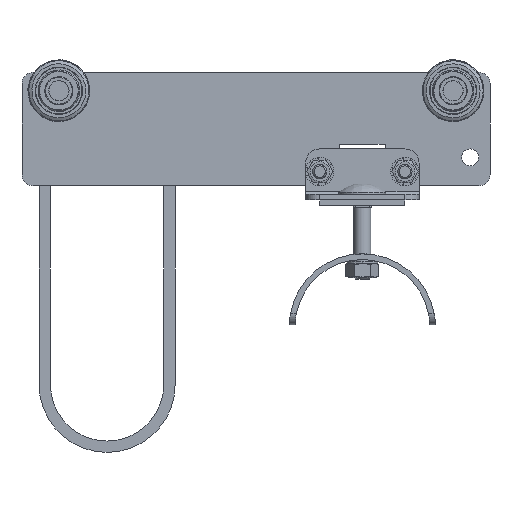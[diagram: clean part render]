
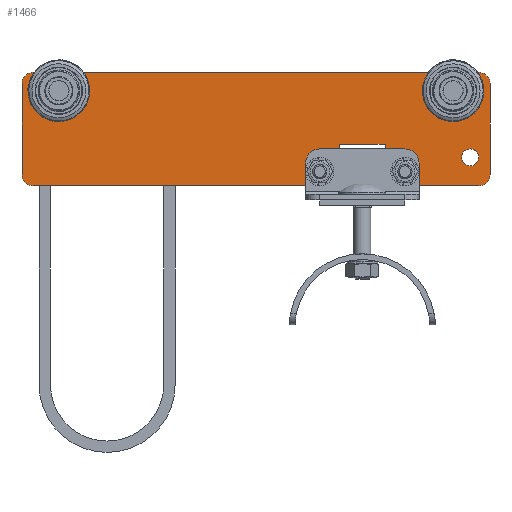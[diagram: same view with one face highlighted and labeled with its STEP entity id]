
A CAD part, front view. The second image highlights one B-rep face of the part: STEP entity #1466.
In plain terms, the highlighted face is planar.
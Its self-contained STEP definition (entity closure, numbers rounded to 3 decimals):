
#1466=ADVANCED_FACE('',(#2638,#2639,#2640,#2641,#2642,#2643),#2644,.F.);
#2638=FACE_OUTER_BOUND('',#3728,.T.);
#2639=FACE_BOUND('',#3729,.T.);
#2640=FACE_BOUND('',#3730,.T.);
#2641=FACE_BOUND('',#3731,.T.);
#2642=FACE_BOUND('',#3732,.T.);
#2643=FACE_BOUND('',#3733,.T.);
#2644=PLANE('',#3734);
#3728=EDGE_LOOP('',(#5845,#5846,#5847,#5848,#5849,#5850,#5851,#5852,#5853,#5854,#5855,#5856,#5857,#5858,#5859,#5860));
#3729=EDGE_LOOP('',(#5861));
#3730=EDGE_LOOP('',(#5862));
#3731=EDGE_LOOP('',(#5863));
#3732=EDGE_LOOP('',(#5864));
#3733=EDGE_LOOP('',(#5865));
#3734=AXIS2_PLACEMENT_3D('',#5866,#5867,#5868);
#5845=ORIENTED_EDGE('',*,*,#6964,.T.);
#5846=ORIENTED_EDGE('',*,*,#7087,.T.);
#5847=ORIENTED_EDGE('',*,*,#6509,.T.);
#5848=ORIENTED_EDGE('',*,*,#7088,.T.);
#5849=ORIENTED_EDGE('',*,*,#6975,.T.);
#5850=ORIENTED_EDGE('',*,*,#6550,.T.);
#5851=ORIENTED_EDGE('',*,*,#7089,.T.);
#5852=ORIENTED_EDGE('',*,*,#7090,.T.);
#5853=ORIENTED_EDGE('',*,*,#7017,.T.);
#5854=ORIENTED_EDGE('',*,*,#6883,.T.);
#5855=ORIENTED_EDGE('',*,*,#6681,.T.);
#5856=ORIENTED_EDGE('',*,*,#6617,.T.);
#5857=ORIENTED_EDGE('',*,*,#6359,.T.);
#5858=ORIENTED_EDGE('',*,*,#6392,.T.);
#5859=ORIENTED_EDGE('',*,*,#6916,.T.);
#5860=ORIENTED_EDGE('',*,*,#7091,.T.);
#5861=ORIENTED_EDGE('',*,*,#6696,.F.);
#5862=ORIENTED_EDGE('',*,*,#6716,.F.);
#5863=ORIENTED_EDGE('',*,*,#7035,.F.);
#5864=ORIENTED_EDGE('',*,*,#7092,.F.);
#5865=ORIENTED_EDGE('',*,*,#6783,.F.);
#5866=CARTESIAN_POINT('',(82.5,20.,0.));
#5867=DIRECTION('',(0.,0.,-1.));
#5868=DIRECTION('',(0.,-1.,0.));
#6359=EDGE_CURVE('',#7308,#7309,#7310,.T.);
#6392=EDGE_CURVE('',#7309,#7364,#7366,.T.);
#6509=EDGE_CURVE('',#7559,#7560,#7561,.T.);
#6550=EDGE_CURVE('',#7630,#7631,#7632,.T.);
#6617=EDGE_CURVE('',#7735,#7308,#7736,.T.);
#6681=EDGE_CURVE('',#7831,#7735,#7832,.T.);
#6696=EDGE_CURVE('',#7855,#7855,#7856,.T.);
#6716=EDGE_CURVE('',#7884,#7884,#7885,.T.);
#6783=EDGE_CURVE('',#7989,#7989,#7990,.T.);
#6883=EDGE_CURVE('',#8137,#7831,#8138,.T.);
#6916=EDGE_CURVE('',#7364,#8183,#8185,.T.);
#6964=EDGE_CURVE('',#8248,#8246,#8249,.T.);
#6975=EDGE_CURVE('',#8262,#7630,#8263,.T.);
#7017=EDGE_CURVE('',#8314,#8137,#8315,.T.);
#7035=EDGE_CURVE('',#8338,#8338,#8339,.T.);
#7087=EDGE_CURVE('',#8246,#7559,#8404,.T.);
#7088=EDGE_CURVE('',#7560,#8262,#8405,.T.);
#7089=EDGE_CURVE('',#7631,#8406,#8407,.T.);
#7090=EDGE_CURVE('',#8406,#8314,#8408,.T.);
#7091=EDGE_CURVE('',#8183,#8248,#8409,.T.);
#7092=EDGE_CURVE('',#8410,#8410,#8411,.T.);
#7308=VERTEX_POINT('',#8822);
#7309=VERTEX_POINT('',#8823);
#7310=LINE('',#8824,#8825);
#7364=VERTEX_POINT('',#8889);
#7366=CIRCLE('',#8892,4.);
#7559=VERTEX_POINT('',#9134);
#7560=VERTEX_POINT('',#9135);
#7561=LINE('',#9136,#9137);
#7630=VERTEX_POINT('',#9242);
#7631=VERTEX_POINT('',#9243);
#7632=LINE('',#9244,#9245);
#7735=VERTEX_POINT('',#9633);
#7736=CIRCLE('',#9634,4.);
#7831=VERTEX_POINT('',#9769);
#7832=LINE('',#9770,#9771);
#7855=VERTEX_POINT('',#9797);
#7856=CIRCLE('',#9798,2.6);
#7884=VERTEX_POINT('',#9845);
#7885=CIRCLE('',#9846,2.6);
#7989=VERTEX_POINT('',#9983);
#7990=CIRCLE('',#9984,3.);
#8137=VERTEX_POINT('',#10197);
#8138=LINE('',#10198,#10199);
#8183=VERTEX_POINT('',#10257);
#8185=LINE('',#10260,#10261);
#8246=VERTEX_POINT('',#10351);
#8248=VERTEX_POINT('',#10354);
#8249=LINE('',#10355,#10356);
#8262=VERTEX_POINT('',#10374);
#8263=LINE('',#10375,#10376);
#8314=VERTEX_POINT('',#10443);
#8315=LINE('',#10444,#10445);
#8338=VERTEX_POINT('',#10495);
#8339=CIRCLE('',#10496,3.);
#8404=CIRCLE('',#10582,4.);
#8405=LINE('',#10583,#10584);
#8406=VERTEX_POINT('',#10585);
#8407=LINE('',#10586,#10587);
#8408=LINE('',#10588,#10589);
#8409=CIRCLE('',#10590,4.);
#8410=VERTEX_POINT('',#10591);
#8411=CIRCLE('',#10592,3.);
#8822=CARTESIAN_POINT('',(82.5,-16.,0.));
#8823=CARTESIAN_POINT('',(82.5,16.,0.));
#8824=CARTESIAN_POINT('',(82.5,-20.,0.));
#8825=VECTOR('',#10802,1.);
#8889=CARTESIAN_POINT('',(78.5,20.,0.));
#8892=AXIS2_PLACEMENT_3D('',#10853,#10854,#10855);
#9134=CARTESIAN_POINT('',(-78.5,-20.,0.));
#9135=CARTESIAN_POINT('',(33.4,-20.,0.));
#9136=CARTESIAN_POINT('',(-82.5,-20.,0.));
#9137=VECTOR('',#11007,1.);
#9242=CARTESIAN_POINT('',(29.5,-10.,0.));
#9243=CARTESIAN_POINT('',(29.5,-5.3,0.));
#9244=CARTESIAN_POINT('',(29.5,-10.,0.));
#9245=VECTOR('',#11043,1.);
#9633=CARTESIAN_POINT('',(78.5,-20.,0.));
#9634=AXIS2_PLACEMENT_3D('',#11120,#11121,#11122);
#9769=CARTESIAN_POINT('',(41.6,-20.,0.));
#9770=CARTESIAN_POINT('',(41.6,-20.,0.));
#9771=VECTOR('',#11201,1.);
#9797=CARTESIAN_POINT('',(49.9,-15.,0.));
#9798=AXIS2_PLACEMENT_3D('',#11223,#11224,#11225);
#9845=CARTESIAN_POINT('',(25.1,-15.,0.));
#9846=AXIS2_PLACEMENT_3D('',#11245,#11246,#11247);
#9983=CARTESIAN_POINT('',(-66.5,13.5,0.));
#9984=AXIS2_PLACEMENT_3D('',#11326,#11327,#11328);
#10197=CARTESIAN_POINT('',(41.6,-10.,0.));
#10198=CARTESIAN_POINT('',(41.6,-20.,0.));
#10199=VECTOR('',#11459,1.);
#10257=CARTESIAN_POINT('',(-78.5,20.,0.));
#10260=CARTESIAN_POINT('',(-82.5,20.,0.));
#10261=VECTOR('',#11495,1.);
#10351=CARTESIAN_POINT('',(-82.5,-16.,0.));
#10354=CARTESIAN_POINT('',(-82.5,16.,0.));
#10355=CARTESIAN_POINT('',(-82.5,-20.,0.));
#10356=VECTOR('',#11537,1.);
#10374=CARTESIAN_POINT('',(33.4,-10.,0.));
#10375=CARTESIAN_POINT('',(33.4,-10.,0.));
#10376=VECTOR('',#11543,1.);
#10443=CARTESIAN_POINT('',(45.5,-10.,0.));
#10444=CARTESIAN_POINT('',(41.6,-10.,0.));
#10445=VECTOR('',#11593,1.);
#10495=CARTESIAN_POINT('',(78.5,-10.,0.));
#10496=AXIS2_PLACEMENT_3D('',#11602,#11603,#11604);
#10582=AXIS2_PLACEMENT_3D('',#11647,#11648,#11649);
#10583=CARTESIAN_POINT('',(33.4,-20.,0.));
#10584=VECTOR('',#11650,1.);
#10585=CARTESIAN_POINT('',(45.5,-5.3,0.));
#10586=CARTESIAN_POINT('',(29.5,-5.3,0.));
#10587=VECTOR('',#11651,1.);
#10588=CARTESIAN_POINT('',(45.5,-10.,0.));
#10589=VECTOR('',#11652,1.);
#10590=AXIS2_PLACEMENT_3D('',#11653,#11654,#11655);
#10591=CARTESIAN_POINT('',(66.5,13.5,0.));
#10592=AXIS2_PLACEMENT_3D('',#11656,#11657,#11658);
#10802=DIRECTION('',(0.,1.,0.));
#10853=CARTESIAN_POINT('',(78.5,16.,0.));
#10854=DIRECTION('',(0.,0.,1.));
#10855=DIRECTION('',(-1.,0.,0.));
#11007=DIRECTION('',(1.,0.,0.));
#11043=DIRECTION('',(0.,1.,0.));
#11120=CARTESIAN_POINT('',(78.5,-16.,0.));
#11121=DIRECTION('',(0.,0.,1.));
#11122=DIRECTION('',(-1.,0.,0.));
#11201=DIRECTION('',(1.,0.,0.));
#11223=CARTESIAN_POINT('',(52.5,-15.,0.));
#11224=DIRECTION('',(0.,0.,1.));
#11225=DIRECTION('',(-1.,0.,0.));
#11245=CARTESIAN_POINT('',(22.5,-15.,0.));
#11246=DIRECTION('',(0.,0.,1.));
#11247=DIRECTION('',(1.,0.,0.));
#11326=CARTESIAN_POINT('',(-69.5,13.5,0.));
#11327=DIRECTION('',(0.,0.,1.));
#11328=DIRECTION('',(1.,0.,0.));
#11459=DIRECTION('',(0.,-1.,0.));
#11495=DIRECTION('',(-1.,0.,0.));
#11537=DIRECTION('',(0.,-1.,0.));
#11543=DIRECTION('',(-1.,0.,0.));
#11593=DIRECTION('',(-1.,0.,0.));
#11602=CARTESIAN_POINT('',(75.5,-10.,0.));
#11603=DIRECTION('',(0.,0.,1.));
#11604=DIRECTION('',(1.,0.,0.));
#11647=CARTESIAN_POINT('',(-78.5,-16.,0.));
#11648=DIRECTION('',(0.,0.,1.));
#11649=DIRECTION('',(-1.,0.,0.));
#11650=DIRECTION('',(0.,1.,0.));
#11651=DIRECTION('',(1.,0.,0.));
#11652=DIRECTION('',(0.,-1.,0.));
#11653=CARTESIAN_POINT('',(-78.5,16.,0.));
#11654=DIRECTION('',(0.,0.,1.));
#11655=DIRECTION('',(-1.,0.,0.));
#11656=CARTESIAN_POINT('',(69.5,13.5,0.));
#11657=DIRECTION('',(0.,0.,1.));
#11658=DIRECTION('',(-1.,0.,0.));
